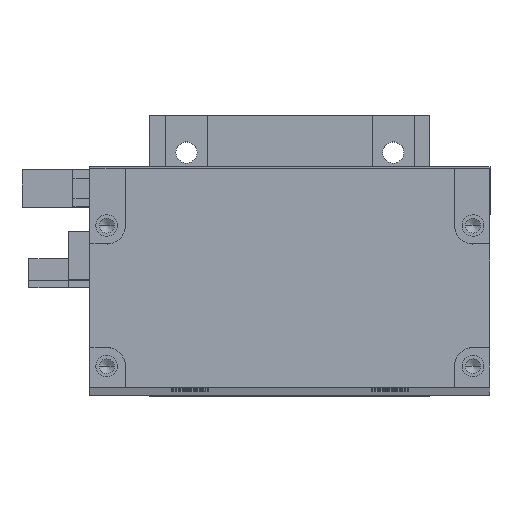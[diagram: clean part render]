
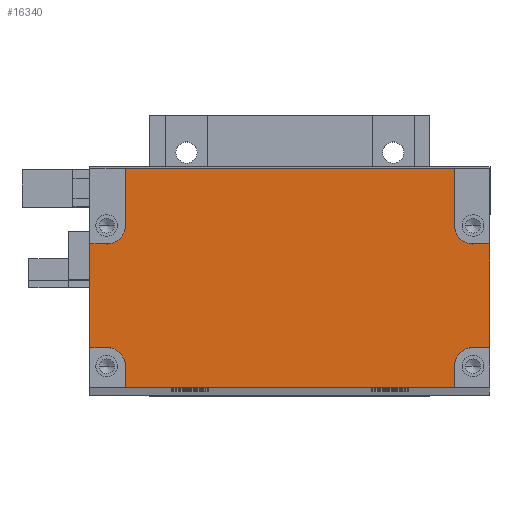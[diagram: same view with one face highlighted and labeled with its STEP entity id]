
A CAD part, top view. The second image highlights one B-rep face of the part: STEP entity #16340.
In plain terms, the highlighted planar face has unit normal (0, 0, 1).
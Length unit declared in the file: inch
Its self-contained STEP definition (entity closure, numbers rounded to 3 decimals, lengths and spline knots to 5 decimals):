
#206 = VECTOR ( 'NONE', #9851, 39.37008 ) ;
#622 = ORIENTED_EDGE ( 'NONE', *, *, #25168, .F. ) ;
#2301 = EDGE_CURVE ( 'NONE', #43245, #19560, #47358, .T. ) ;
#2428 = ORIENTED_EDGE ( 'NONE', *, *, #17897, .F. ) ;
#2656 = VECTOR ( 'NONE', #17745, 39.37008 ) ;
#3546 = DIRECTION ( 'NONE',  ( 0., 1., 0. ) ) ;
#3563 = DIRECTION ( 'NONE',  ( -1., 0., 0. ) ) ;
#4320 = CARTESIAN_POINT ( 'NONE',  ( -0.65334, 0.02958, 23.78911 ) ) ;
#4570 = CARTESIAN_POINT ( 'NONE',  ( -3.01534, -0.20402, 23.78911 ) ) ;
#5143 = CARTESIAN_POINT ( 'NONE',  ( -2.80594, 0.75098, 23.78911 ) ) ;
#5379 = EDGE_CURVE ( 'NONE', #19560, #31036, #26584, .T. ) ;
#6182 = CARTESIAN_POINT ( 'NONE',  ( -2.80594, 1.08929, 23.78911 ) ) ;
#6387 = LINE ( 'NONE', #29663, #16306 ) ;
#6668 = DIRECTION ( 'NONE',  ( 1., 0., 0. ) ) ;
#7123 = DIRECTION ( 'NONE',  ( 0., 0., 1. ) ) ;
#7841 = CARTESIAN_POINT ( 'NONE',  ( -0.86274, -0.20402, 23.78911 ) ) ;
#9705 = CARTESIAN_POINT ( 'NONE',  ( -3.01534, 0.64239, 23.78911 ) ) ;
#9832 = CARTESIAN_POINT ( 'NONE',  ( -2.92856, 0.64239, 23.78911 ) ) ;
#9851 = DIRECTION ( 'NONE',  ( 1., 0., 0. ) ) ;
#10108 = VECTOR ( 'NONE', #6668, 39.37008 ) ;
#10968 = DIRECTION ( 'NONE',  ( 0., -1., 0. ) ) ;
#11742 = EDGE_CURVE ( 'NONE', #25451, #39249, #6387, .T. ) ;
#11843 = DIRECTION ( 'NONE',  ( 0., 0., 1. ) ) ;
#12028 = ORIENTED_EDGE ( 'NONE', *, *, #42257, .F. ) ;
#12376 = VECTOR ( 'NONE', #24540, 39.37008 ) ;
#12596 = LINE ( 'NONE', #13961, #2656 ) ;
#12676 = CARTESIAN_POINT ( 'NONE',  ( -2.80594, 1.08929, 23.78911 ) ) ;
#13115 = EDGE_CURVE ( 'NONE', #36933, #27470, #44900, .T. ) ;
#13961 = CARTESIAN_POINT ( 'NONE',  ( -0.86274, 1.08929, 23.78911 ) ) ;
#14319 = AXIS2_PLACEMENT_3D ( 'NONE', #34193, #11843, #37994 ) ;
#14348 = DIRECTION ( 'NONE',  ( -1., 0., 0. ) ) ;
#14462 = CIRCLE ( 'NONE', #38483, 0.1094 ) ;
#14798 = LINE ( 'NONE', #12676, #33481 ) ;
#14903 = EDGE_CURVE ( 'NONE', #28587, #27124, #29929, .T. ) ;
#15357 = FACE_OUTER_BOUND ( 'NONE', #44925, .T. ) ;
#15983 = DIRECTION ( 'NONE',  ( 0., 0., 1. ) ) ;
#16038 = EDGE_CURVE ( 'NONE', #39799, #33877, #41132, .T. ) ;
#16138 = VECTOR ( 'NONE', #19592, 39.37008 ) ;
#16215 = CARTESIAN_POINT ( 'NONE',  ( -0.86274, 0.75098, 23.78911 ) ) ;
#16263 = VECTOR ( 'NONE', #37778, 39.37008 ) ;
#16271 = CARTESIAN_POINT ( 'NONE',  ( -0.74012, 0.02958, 23.78911 ) ) ;
#16306 = VECTOR ( 'NONE', #3563, 39.37008 ) ;
#16340 = ADVANCED_FACE ( 'NONE', ( #15357 ), #43732, .F. ) ;
#17429 = CARTESIAN_POINT ( 'NONE',  ( -0.75334, -0.07902, 23.78911 ) ) ;
#17745 = DIRECTION ( 'NONE',  ( 0., -1., 0. ) ) ;
#17762 = DIRECTION ( 'NONE',  ( 0., 0., -1. ) ) ;
#17897 = EDGE_CURVE ( 'NONE', #39249, #36933, #14462, .T. ) ;
#18068 = ORIENTED_EDGE ( 'NONE', *, *, #2301, .F. ) ;
#18273 = CARTESIAN_POINT ( 'NONE',  ( -3.01534, 0.02958, 23.78911 ) ) ;
#19560 = VERTEX_POINT ( 'NONE', #30465 ) ;
#19592 = DIRECTION ( 'NONE',  ( 1., 0., 0. ) ) ;
#19700 = CARTESIAN_POINT ( 'NONE',  ( -0.74012, 0.64239, 23.78911 ) ) ;
#19822 = ORIENTED_EDGE ( 'NONE', *, *, #5379, .F. ) ;
#20430 = ORIENTED_EDGE ( 'NONE', *, *, #43958, .F. ) ;
#20543 = CARTESIAN_POINT ( 'NONE',  ( -3.01534, 0.02958, 23.78911 ) ) ;
#20980 = ORIENTED_EDGE ( 'NONE', *, *, #42044, .F. ) ;
#21130 = DIRECTION ( 'NONE',  ( 1., 0., 0. ) ) ;
#22040 = CARTESIAN_POINT ( 'NONE',  ( -0.65334, 1.08929, 23.78911 ) ) ;
#22101 = VERTEX_POINT ( 'NONE', #6182 ) ;
#22117 = CARTESIAN_POINT ( 'NONE',  ( -3.01534, 1.08929, 23.78911 ) ) ;
#22881 = ORIENTED_EDGE ( 'NONE', *, *, #39946, .F. ) ;
#23919 = DIRECTION ( 'NONE',  ( 0., 1., 0. ) ) ;
#24540 = DIRECTION ( 'NONE',  ( 0., 1., 0. ) ) ;
#24576 = AXIS2_PLACEMENT_3D ( 'NONE', #38374, #15983, #42135 ) ;
#24828 = EDGE_CURVE ( 'NONE', #31036, #28587, #41760, .T. ) ;
#25168 = EDGE_CURVE ( 'NONE', #40673, #43245, #14798, .T. ) ;
#25451 = VERTEX_POINT ( 'NONE', #4320 ) ;
#26095 = VECTOR ( 'NONE', #10968, 39.37008 ) ;
#26584 = LINE ( 'NONE', #18273, #46534 ) ;
#26929 = CARTESIAN_POINT ( 'NONE',  ( -2.80594, -0.20402, 23.78911 ) ) ;
#27124 = VERTEX_POINT ( 'NONE', #9832 ) ;
#27470 = VERTEX_POINT ( 'NONE', #7841 ) ;
#28021 = CARTESIAN_POINT ( 'NONE',  ( -3.01534, 0.64239, 23.78911 ) ) ;
#28252 = ORIENTED_EDGE ( 'NONE', *, *, #45342, .F. ) ;
#28280 = VERTEX_POINT ( 'NONE', #39835 ) ;
#28587 = VERTEX_POINT ( 'NONE', #28021 ) ;
#28803 = ORIENTED_EDGE ( 'NONE', *, *, #37383, .F. ) ;
#28985 = CARTESIAN_POINT ( 'NONE',  ( -3.01534, 0.64239, 23.78911 ) ) ;
#29442 = CARTESIAN_POINT ( 'NONE',  ( -2.91534, 0.75098, 23.78911 ) ) ;
#29663 = CARTESIAN_POINT ( 'NONE',  ( -3.01534, 0.02958, 23.78911 ) ) ;
#29929 = LINE ( 'NONE', #28985, #10108 ) ;
#30465 = CARTESIAN_POINT ( 'NONE',  ( -2.92856, 0.02958, 23.78911 ) ) ;
#31036 = VERTEX_POINT ( 'NONE', #20543 ) ;
#31776 = VECTOR ( 'NONE', #3546, 39.37008 ) ;
#33206 = DIRECTION ( 'NONE',  ( 1., 0., 0. ) ) ;
#33481 = VECTOR ( 'NONE', #23919, 39.37008 ) ;
#33877 = VERTEX_POINT ( 'NONE', #19700 ) ;
#34193 = CARTESIAN_POINT ( 'NONE',  ( -2.91534, -0.07902, 23.78911 ) ) ;
#34303 = CARTESIAN_POINT ( 'NONE',  ( -0.86274, 1.08929, 23.78911 ) ) ;
#34476 = CARTESIAN_POINT ( 'NONE',  ( -0.86274, -0.07902, 23.78911 ) ) ;
#34609 = CARTESIAN_POINT ( 'NONE',  ( -2.80594, -0.07902, 23.78911 ) ) ;
#35230 = AXIS2_PLACEMENT_3D ( 'NONE', #40115, #17762, #43893 ) ;
#35794 = VERTEX_POINT ( 'NONE', #42971 ) ;
#36033 = LINE ( 'NONE', #22040, #26095 ) ;
#36933 = VERTEX_POINT ( 'NONE', #34476 ) ;
#37314 = ORIENTED_EDGE ( 'NONE', *, *, #16038, .F. ) ;
#37383 = EDGE_CURVE ( 'NONE', #27470, #40673, #47605, .T. ) ;
#37621 = VECTOR ( 'NONE', #45735, 39.37008 ) ;
#37778 = DIRECTION ( 'NONE',  ( 0., -1., 0. ) ) ;
#37887 = ORIENTED_EDGE ( 'NONE', *, *, #11742, .F. ) ;
#37994 = DIRECTION ( 'NONE',  ( 1., 0., 0. ) ) ;
#38339 = ORIENTED_EDGE ( 'NONE', *, *, #24828, .F. ) ;
#38374 = CARTESIAN_POINT ( 'NONE',  ( -0.75334, 0.75098, 23.78911 ) ) ;
#38483 = AXIS2_PLACEMENT_3D ( 'NONE', #17429, #43567, #21130 ) ;
#38795 = LINE ( 'NONE', #9705, #206 ) ;
#39047 = CIRCLE ( 'NONE', #41169, 0.1094 ) ;
#39249 = VERTEX_POINT ( 'NONE', #16271 ) ;
#39386 = ORIENTED_EDGE ( 'NONE', *, *, #41690, .F. ) ;
#39799 = VERTEX_POINT ( 'NONE', #16215 ) ;
#39835 = CARTESIAN_POINT ( 'NONE',  ( -0.86274, 1.08929, 23.78911 ) ) ;
#39946 = EDGE_CURVE ( 'NONE', #33877, #35794, #38795, .T. ) ;
#40115 = CARTESIAN_POINT ( 'NONE',  ( -3.01534, 1.08929, 23.78911 ) ) ;
#40582 = ORIENTED_EDGE ( 'NONE', *, *, #13115, .F. ) ;
#40673 = VERTEX_POINT ( 'NONE', #26929 ) ;
#41020 = LINE ( 'NONE', #46990, #12376 ) ;
#41132 = CIRCLE ( 'NONE', #24576, 0.1094 ) ;
#41169 = AXIS2_PLACEMENT_3D ( 'NONE', #29442, #7123, #33206 ) ;
#41690 = EDGE_CURVE ( 'NONE', #27124, #46833, #39047, .T. ) ;
#41760 = LINE ( 'NONE', #22117, #31776 ) ;
#42044 = EDGE_CURVE ( 'NONE', #35794, #25451, #36033, .T. ) ;
#42135 = DIRECTION ( 'NONE',  ( 1., 0., 0. ) ) ;
#42257 = EDGE_CURVE ( 'NONE', #22101, #28280, #44772, .T. ) ;
#42971 = CARTESIAN_POINT ( 'NONE',  ( -0.65334, 0.64239, 23.78911 ) ) ;
#43245 = VERTEX_POINT ( 'NONE', #34609 ) ;
#43567 = DIRECTION ( 'NONE',  ( 0., 0., 1. ) ) ;
#43732 = PLANE ( 'NONE',  #35230 ) ;
#43893 = DIRECTION ( 'NONE',  ( -1., 0., 0. ) ) ;
#43958 = EDGE_CURVE ( 'NONE', #28280, #39799, #12596, .T. ) ;
#44454 = ORIENTED_EDGE ( 'NONE', *, *, #14903, .F. ) ;
#44772 = LINE ( 'NONE', #45764, #16138 ) ;
#44900 = LINE ( 'NONE', #34303, #16263 ) ;
#44925 = EDGE_LOOP ( 'NONE', ( #22881, #37314, #20430, #12028, #28252, #39386, #44454, #38339, #19822, #18068, #622, #28803, #40582, #2428, #37887, #20980 ) ) ;
#45342 = EDGE_CURVE ( 'NONE', #46833, #22101, #41020, .T. ) ;
#45735 = DIRECTION ( 'NONE',  ( -1., 0., 0. ) ) ;
#45764 = CARTESIAN_POINT ( 'NONE',  ( -3.01534, 1.08929, 23.78911 ) ) ;
#46534 = VECTOR ( 'NONE', #14348, 39.37008 ) ;
#46833 = VERTEX_POINT ( 'NONE', #5143 ) ;
#46990 = CARTESIAN_POINT ( 'NONE',  ( -2.80594, 1.08929, 23.78911 ) ) ;
#47358 = CIRCLE ( 'NONE', #14319, 0.1094 ) ;
#47605 = LINE ( 'NONE', #4570, #37621 ) ;
